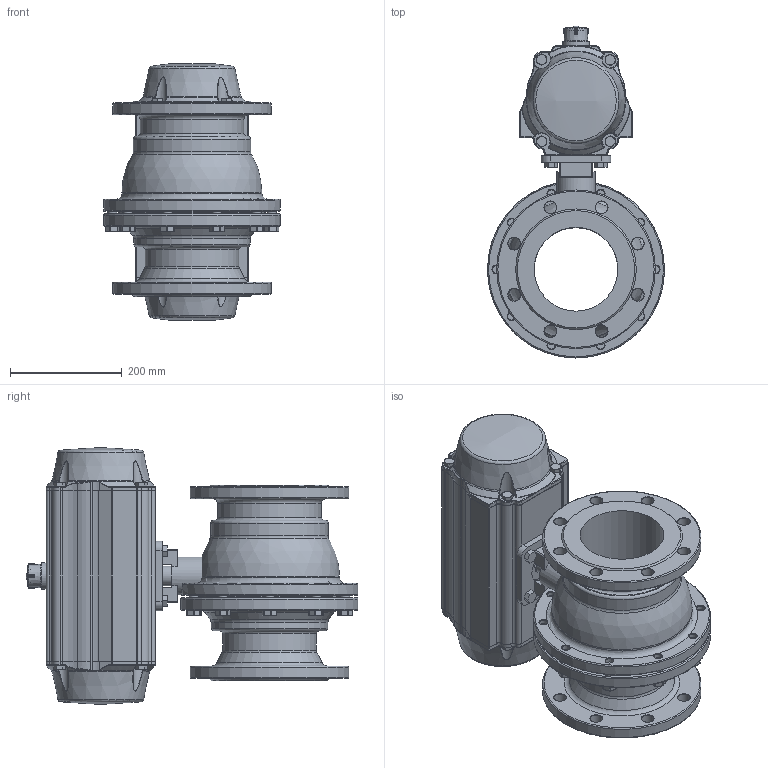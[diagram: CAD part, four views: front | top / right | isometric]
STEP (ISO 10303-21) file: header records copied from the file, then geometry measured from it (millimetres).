
FILE_DESCRIPTION(/* description */ ('Unknown'),/* implementation_level */ '2;1');
FILE_NAME(/* name */ 'DW08 0921_0930-14',/* time_stamp */ '2023-08-01T12:51:46+02:00',/* author */ ('Unknown'),/* organization */ ('Unknown'),/* preprocessor_version */ 'ST-DEVELOPER v18.102',/* originating_system */ 'Solid Edge',/* authorisation */ 'Unknown');
FILE_SCHEMA (('AUTOMOTIVE_DESIGN {1 0 10303 214 3 1 1}'));
Length unit declared in the file: millimetre
Products named in the file (14): DW682-8.200.150; 8.230.150; T2; T1; M16x40; DIN933 M14x30; DW08_FR07_(DW682_FR500); ____; ________(___________; _____________; ______; hexagon head bolts--product grade c gb_GB_FASTENER_BOLT_HHBC M12X55-N; cup head nib bolts with large head gb_GB_FASTENER_BOLT_CHNBW M6X25-N; KP-160
Assembly tree (34 placements, depth 4):
  DW682-8.200.150
    8.230.150
      T2
      T1
      M16x40  x10
    DIN933 M14x30  x4
    DW08_FR07_(DW682_FR500)
      ____
        ________(___________  x2
        _____________  x2
        ______
      hexagon head bolts--product grade c gb_GB_FASTENER_BOLT_HHBC M12X55-N  x8
      cup head nib bolts with large head gb_GB_FASTENER_BOLT_CHNBW M6X25-N
      KP-160
Bounding box: 317 x 594.4 x 459.98 mm (x, y, z)
Volume: 22908482.9 mm3; surface area: 1303472.8 mm2
Topology: 31 solids, 31 shells, 1570 faces, 3734 edges, 2238 vertices
Faces by surface type: plane 575, cylinder 388, cone 233, bspline 218, torus 142, sphere 14
Full cylindrical faces by diameter (mm): 3 x16, 3.3 x8, 4.2 x12, 4.66 x1, 5 x1, 6 x1, 6.2 x1, 8.5 x4, 10.2 x12, 11.8 x2, 12 x8, 14 x18, 16 x10, 22 x16, 22.6 x10, 36 x1, 38.5 x1, 39 x1, 47.4 x1, 47.8 x1, 69 x1, 72 x1, 150 x2, 168 x1, 186 x1, 209 x1, 210 x1, 262 x2, 284 x2, 317 x1
Entity records: 39341 total; most frequent: CARTESIAN_POINT 16482, DIRECTION 4591, ORIENTED_EDGE 4384, EDGE_CURVE 2192, AXIS2_PLACEMENT_3D 1927, VERTEX_POINT 1437, FACE_BOUND 1425, EDGE_LOOP 1398
